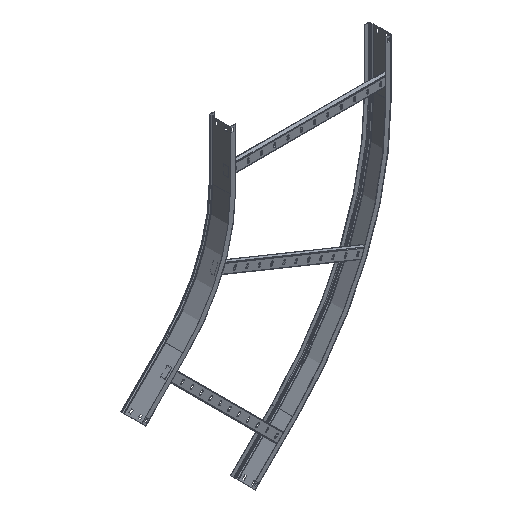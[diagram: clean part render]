
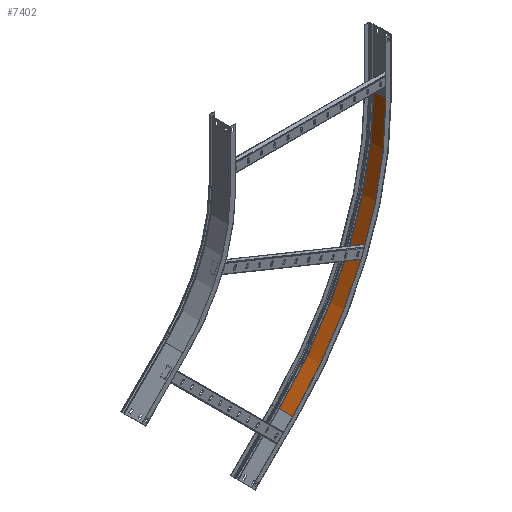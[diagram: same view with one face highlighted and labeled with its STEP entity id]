
A CAD part, isometric view. The second image highlights one B-rep face of the part: STEP entity #7402.
In plain terms, the highlighted cylindrical face has radius 1201 mm (diameter 2402 mm), a partial arc.
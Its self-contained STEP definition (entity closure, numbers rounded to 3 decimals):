
#9 = CARTESIAN_POINT ( 'NONE',  ( 0., 1.2, 0. ) ) ;
#255 = VERTEX_POINT ( 'NONE', #446 ) ;
#311 = CARTESIAN_POINT ( 'NONE',  ( 1201., 64.499, 0. ) ) ;
#446 = CARTESIAN_POINT ( 'NONE',  ( 849.235, 64.499, -849.235 ) ) ;
#723 = ORIENTED_EDGE ( 'NONE', *, *, #1835, .T. ) ;
#924 = CIRCLE ( 'NONE', #5274, 1201. ) ;
#966 = VERTEX_POINT ( 'NONE', #311 ) ;
#989 = DIRECTION ( 'NONE',  ( 0., 0., 1. ) ) ;
#1124 = EDGE_CURVE ( 'NONE', #4180, #255, #1145, .T. ) ;
#1145 = LINE ( 'NONE', #6222, #2208 ) ;
#1532 = EDGE_LOOP ( 'NONE', ( #5147, #4169, #723, #1975 ) ) ;
#1667 = FACE_OUTER_BOUND ( 'NONE', #1532, .T. ) ;
#1835 = EDGE_CURVE ( 'NONE', #4180, #2780, #2608, .T. ) ;
#1975 = ORIENTED_EDGE ( 'NONE', *, *, #6340, .T. ) ;
#2208 = VECTOR ( 'NONE', #8129, 1000. ) ;
#2608 = CIRCLE ( 'NONE', #3394, 1201. ) ;
#2706 = DIRECTION ( 'NONE',  ( 0., 0., 1. ) ) ;
#2780 = VERTEX_POINT ( 'NONE', #5800 ) ;
#3384 = CARTESIAN_POINT ( 'NONE',  ( 849.235, 1.2, -849.235 ) ) ;
#3394 = AXIS2_PLACEMENT_3D ( 'NONE', #9, #4041, #2706 ) ;
#3644 = CARTESIAN_POINT ( 'NONE',  ( 0., 64.499, 0. ) ) ;
#3824 = CARTESIAN_POINT ( 'NONE',  ( 0., 0., 0. ) ) ;
#4041 = DIRECTION ( 'NONE',  ( 0., -1., 0. ) ) ;
#4169 = ORIENTED_EDGE ( 'NONE', *, *, #1124, .F. ) ;
#4180 = VERTEX_POINT ( 'NONE', #3384 ) ;
#5090 = CARTESIAN_POINT ( 'NONE',  ( 1201., 0., 0. ) ) ;
#5118 = DIRECTION ( 'NONE',  ( 0., 1., 0. ) ) ;
#5147 = ORIENTED_EDGE ( 'NONE', *, *, #7235, .T. ) ;
#5223 = LINE ( 'NONE', #5090, #8435 ) ;
#5274 = AXIS2_PLACEMENT_3D ( 'NONE', #3644, #8412, #6551 ) ;
#5800 = CARTESIAN_POINT ( 'NONE',  ( 1201., 1.2, 0. ) ) ;
#6222 = CARTESIAN_POINT ( 'NONE',  ( 849.235, 2.2, -849.235 ) ) ;
#6340 = EDGE_CURVE ( 'NONE', #2780, #966, #5223, .T. ) ;
#6551 = DIRECTION ( 'NONE',  ( 0., 0., 1. ) ) ;
#6829 = AXIS2_PLACEMENT_3D ( 'NONE', #3824, #7195, #989 ) ;
#7122 = CYLINDRICAL_SURFACE ( 'NONE', #6829, 1201. ) ;
#7195 = DIRECTION ( 'NONE',  ( 0., 1., 0. ) ) ;
#7235 = EDGE_CURVE ( 'NONE', #966, #255, #924, .T. ) ;
#7402 = ADVANCED_FACE ( 'NONE', ( #1667 ), #7122, .F. ) ;
#8129 = DIRECTION ( 'NONE',  ( 0., 1., 0. ) ) ;
#8412 = DIRECTION ( 'NONE',  ( 0., 1., 0. ) ) ;
#8435 = VECTOR ( 'NONE', #5118, 1000. ) ;
